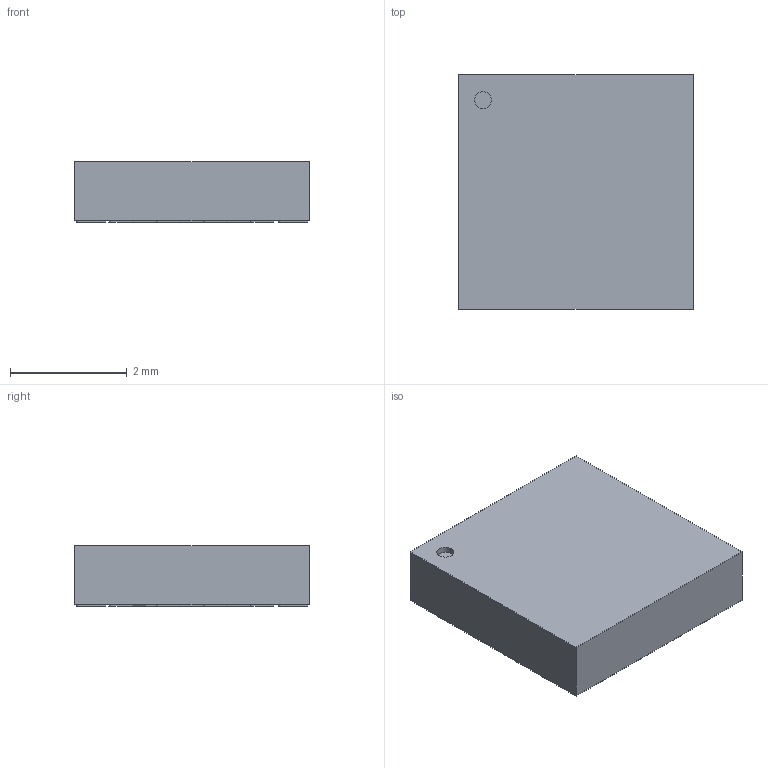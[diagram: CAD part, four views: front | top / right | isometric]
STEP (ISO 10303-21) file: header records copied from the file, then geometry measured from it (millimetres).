
FILE_DESCRIPTION(/* description */ (''),/* implementation_level */ '2;1');
FILE_NAME(/* name */ 'QFN16_4X4 _MONZITE v2.step',/* time_stamp */ '2023-04-26T11:22:31-04:00',/* author */ (''),/* organization */ (''),/* preprocessor_version */ 'ST-DEVELOPER v19.2',/* originating_system */ 'Autodesk Translation Framework v12.4.0.73',/* authorisation */ '');
FILE_SCHEMA (('AUTOMOTIVE_DESIGN { 1 0 10303 214 3 1 1 }'));
Length unit declared in the file: inch
Products named in the file (1): QFN16_4X4 _MONZITE
Bounding box: 4.01 x 4.01 x 1.04 mm (x, y, z)
Volume: 16.5 mm3; surface area: 49.5 mm2
Topology: 1 solids, 1 shells, 158 faces, 414 edges, 276 vertices
Faces by surface type: plane 93, cylinder 65
Full cylindrical faces by diameter (mm): 0.288 x1
Entity records: 5092 total; most frequent: DIRECTION 862, CARTESIAN_POINT 849, ORIENTED_EDGE 828, EDGE_CURVE 414, AXIS2_PLACEMENT_3D 289, LINE 284, VECTOR 284, VERTEX_POINT 276
